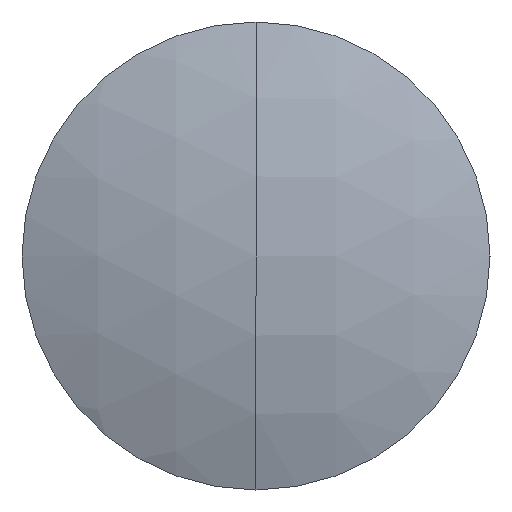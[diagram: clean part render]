
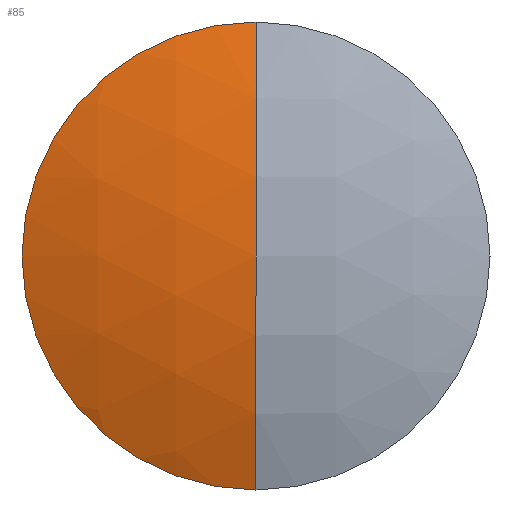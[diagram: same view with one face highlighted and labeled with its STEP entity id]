
A CAD part, left-side view. The second image highlights one B-rep face of the part: STEP entity #85.
In plain terms, the highlighted spherical face has radius 17.9 mm.
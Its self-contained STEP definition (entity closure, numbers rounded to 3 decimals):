
#5 = CARTESIAN_POINT ( 'NONE',  ( 18.778, 0., 0. ) ) ;
#6 = ORIENTED_EDGE ( 'NONE', *, *, #180, .T. ) ;
#14 = SPHERICAL_SURFACE ( 'NONE', #260, 17.9 ) ;
#30 = VERTEX_POINT ( 'NONE', #101 ) ;
#66 = DIRECTION ( 'NONE',  ( -1., 0., 0. ) ) ;
#75 = DIRECTION ( 'NONE',  ( 0., 1., 0. ) ) ;
#85 = ADVANCED_FACE ( 'NONE', ( #97 ), #14, .T. ) ;
#92 = DIRECTION ( 'NONE',  ( 0., 0., 1. ) ) ;
#97 = FACE_OUTER_BOUND ( 'NONE', #185, .T. ) ;
#101 = CARTESIAN_POINT ( 'NONE',  ( 2.042, 0., -6.35 ) ) ;
#120 = VERTEX_POINT ( 'NONE', #231 ) ;
#122 = CARTESIAN_POINT ( 'NONE',  ( 18.778, 0., 0. ) ) ;
#124 = CARTESIAN_POINT ( 'NONE',  ( 2.042, 0., 0. ) ) ;
#125 = DIRECTION ( 'NONE',  ( 0., 0., 1. ) ) ;
#159 = EDGE_CURVE ( 'NONE', #120, #309, #335, .T. ) ;
#163 = DIRECTION ( 'NONE',  ( 0., 0., -1. ) ) ;
#171 = CIRCLE ( 'NONE', #203, 6.35 ) ;
#179 = ORIENTED_EDGE ( 'NONE', *, *, #159, .F. ) ;
#180 = EDGE_CURVE ( 'NONE', #120, #30, #171, .T. ) ;
#185 = EDGE_LOOP ( 'NONE', ( #6, #303, #179 ) ) ;
#203 = AXIS2_PLACEMENT_3D ( 'NONE', #124, #66, #246 ) ;
#211 = DIRECTION ( 'NONE',  ( 0., 1., 0. ) ) ;
#216 = CARTESIAN_POINT ( 'NONE',  ( 0.878, 0., 0. ) ) ;
#218 = EDGE_CURVE ( 'NONE', #30, #309, #284, .T. ) ;
#231 = CARTESIAN_POINT ( 'NONE',  ( 2.042, 0., 6.35 ) ) ;
#246 = DIRECTION ( 'NONE',  ( 0., 0., 1. ) ) ;
#260 = AXIS2_PLACEMENT_3D ( 'NONE', #305, #211, #125 ) ;
#284 = CIRCLE ( 'NONE', #321, 17.9 ) ;
#303 = ORIENTED_EDGE ( 'NONE', *, *, #218, .T. ) ;
#305 = CARTESIAN_POINT ( 'NONE',  ( 18.778, 0., 0. ) ) ;
#307 = DIRECTION ( 'NONE',  ( 0., -1., 0. ) ) ;
#309 = VERTEX_POINT ( 'NONE', #216 ) ;
#314 = AXIS2_PLACEMENT_3D ( 'NONE', #122, #307, #163 ) ;
#321 = AXIS2_PLACEMENT_3D ( 'NONE', #5, #75, #92 ) ;
#335 = CIRCLE ( 'NONE', #314, 17.9 ) ;
